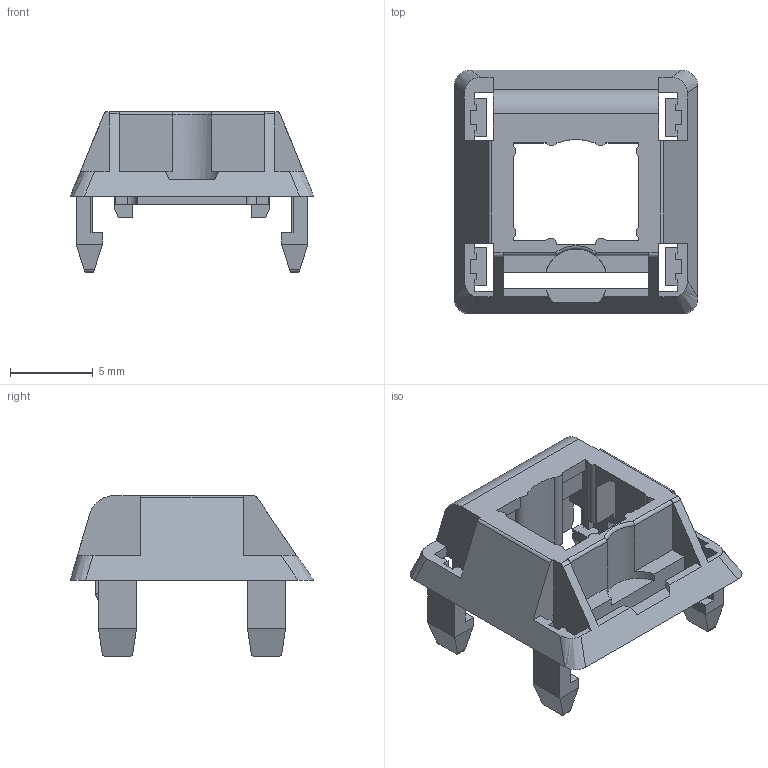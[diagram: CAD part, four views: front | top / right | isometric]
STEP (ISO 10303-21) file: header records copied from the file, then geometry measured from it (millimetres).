
FILE_DESCRIPTION(('FreeCAD Model'),'2;1');
FILE_NAME('Open CASCADE Shape Model','2023-06-26T18:47:54',(''),(''), 'Open CASCADE STEP processor 7.6','FreeCAD','Unknown');
FILE_SCHEMA(('AUTOMOTIVE_DESIGN { 1 0 10303 214 1 1 1 1 }'));
Length unit declared in the file: millimetre
Products named in the file (1): top
Bounding box: 14.7 x 14.7 x 9.7 mm (x, y, z)
Volume: 333 mm3; surface area: 978.7 mm2
Topology: 1 solids, 1 shells, 234 faces, 687 edges, 448 vertices
Faces by surface type: plane 193, cylinder 27, bspline 13, torus 1
Entity records: 8331 total; most frequent: CARTESIAN_POINT 2195, ORIENTED_EDGE 1374, DIRECTION 1129, EDGE_CURVE 687, LINE 567, VECTOR 567, VERTEX_POINT 448, AXIS2_PLACEMENT_3D 281
